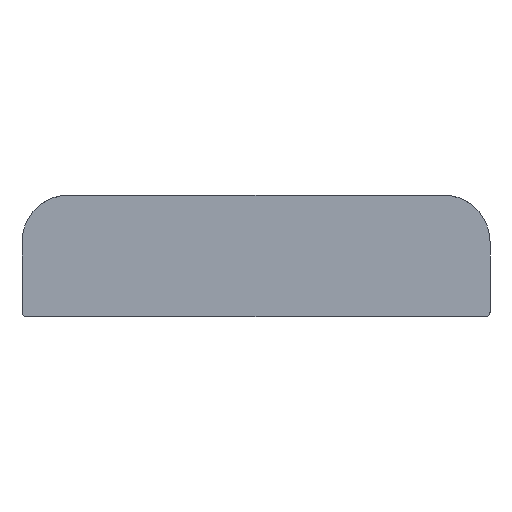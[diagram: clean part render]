
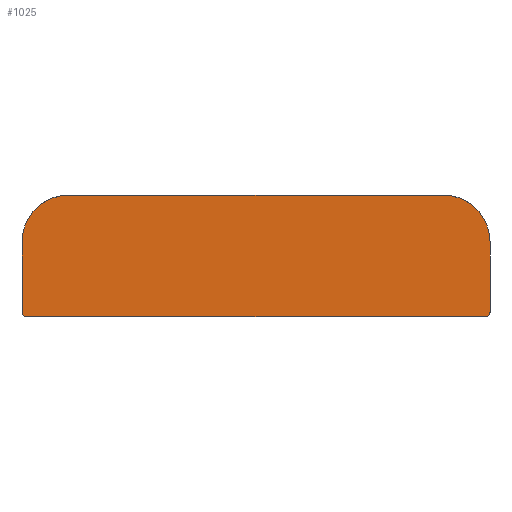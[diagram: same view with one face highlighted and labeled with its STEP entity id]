
A CAD part, front view. The second image highlights one B-rep face of the part: STEP entity #1025.
In plain terms, the highlighted planar face has unit normal (0, -1, 0).
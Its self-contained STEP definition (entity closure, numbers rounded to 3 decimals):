
#30=PLANE('',#1105);
#75=FACE_OUTER_BOUND('',#137,.T.);
#137=EDGE_LOOP('',(#723,#724,#725,#726,#727,#728,#729,#730));
#199=LINE('',#1503,#315);
#202=LINE('',#1517,#318);
#203=LINE('',#1521,#319);
#204=LINE('',#1525,#320);
#315=VECTOR('',#1201,10.);
#318=VECTOR('',#1214,10.);
#319=VECTOR('',#1217,10.);
#320=VECTOR('',#1220,10.);
#430=CIRCLE('',#1099,0.5);
#435=CIRCLE('',#1106,5.);
#436=CIRCLE('',#1107,5.);
#437=CIRCLE('',#1108,0.5);
#465=VERTEX_POINT('',#1496);
#466=VERTEX_POINT('',#1498);
#467=VERTEX_POINT('',#1502);
#473=VERTEX_POINT('',#1516);
#474=VERTEX_POINT('',#1518);
#475=VERTEX_POINT('',#1520);
#476=VERTEX_POINT('',#1522);
#477=VERTEX_POINT('',#1524);
#563=EDGE_CURVE('',#465,#466,#430,.T.);
#565=EDGE_CURVE('',#467,#466,#199,.T.);
#572=EDGE_CURVE('',#465,#473,#202,.T.);
#573=EDGE_CURVE('',#473,#474,#435,.T.);
#574=EDGE_CURVE('',#474,#475,#203,.T.);
#575=EDGE_CURVE('',#475,#476,#436,.T.);
#576=EDGE_CURVE('',#476,#477,#204,.T.);
#577=EDGE_CURVE('',#467,#477,#437,.T.);
#723=ORIENTED_EDGE('',*,*,#563,.F.);
#724=ORIENTED_EDGE('',*,*,#572,.T.);
#725=ORIENTED_EDGE('',*,*,#573,.T.);
#726=ORIENTED_EDGE('',*,*,#574,.T.);
#727=ORIENTED_EDGE('',*,*,#575,.T.);
#728=ORIENTED_EDGE('',*,*,#576,.T.);
#729=ORIENTED_EDGE('',*,*,#577,.F.);
#730=ORIENTED_EDGE('',*,*,#565,.T.);
#1025=ADVANCED_FACE('',(#75),#30,.F.);
#1099=AXIS2_PLACEMENT_3D('',#1499,#1196,#1197);
#1105=AXIS2_PLACEMENT_3D('',#1515,#1212,#1213);
#1106=AXIS2_PLACEMENT_3D('',#1519,#1215,#1216);
#1107=AXIS2_PLACEMENT_3D('',#1523,#1218,#1219);
#1108=AXIS2_PLACEMENT_3D('',#1526,#1221,#1222);
#1196=DIRECTION('center_axis',(0.,1.,0.));
#1197=DIRECTION('ref_axis',(0.707,0.,-0.707));
#1201=DIRECTION('',(1.,0.,0.));
#1212=DIRECTION('center_axis',(0.,1.,0.));
#1213=DIRECTION('ref_axis',(1.,0.,0.));
#1214=DIRECTION('',(0.,0.,1.));
#1215=DIRECTION('center_axis',(0.,-1.,0.));
#1216=DIRECTION('ref_axis',(0.,0.,1.));
#1217=DIRECTION('',(-1.,0.,0.));
#1218=DIRECTION('center_axis',(0.,-1.,0.));
#1219=DIRECTION('ref_axis',(-1.,0.,0.));
#1220=DIRECTION('',(0.,0.,-1.));
#1221=DIRECTION('center_axis',(0.,1.,0.));
#1222=DIRECTION('ref_axis',(-0.707,0.,-0.707));
#1496=CARTESIAN_POINT('',(25.,-27.,0.5));
#1498=CARTESIAN_POINT('',(24.5,-27.,0.));
#1499=CARTESIAN_POINT('Origin',(24.5,-27.,0.5));
#1502=CARTESIAN_POINT('',(-24.5,-27.,0.));
#1503=CARTESIAN_POINT('',(-25.,-27.,0.));
#1515=CARTESIAN_POINT('Origin',(0.,-27.,6.5));
#1516=CARTESIAN_POINT('',(25.,-27.,8.));
#1517=CARTESIAN_POINT('',(25.,-27.,8.));
#1518=CARTESIAN_POINT('',(20.,-27.,13.));
#1519=CARTESIAN_POINT('Origin',(20.,-27.,8.));
#1520=CARTESIAN_POINT('',(-20.,-27.,13.));
#1521=CARTESIAN_POINT('',(-20.,-27.,13.));
#1522=CARTESIAN_POINT('',(-25.,-27.,8.));
#1523=CARTESIAN_POINT('Origin',(-20.,-27.,8.));
#1524=CARTESIAN_POINT('',(-25.,-27.,0.5));
#1525=CARTESIAN_POINT('',(-25.,-27.,0.));
#1526=CARTESIAN_POINT('Origin',(-24.5,-27.,0.5));
